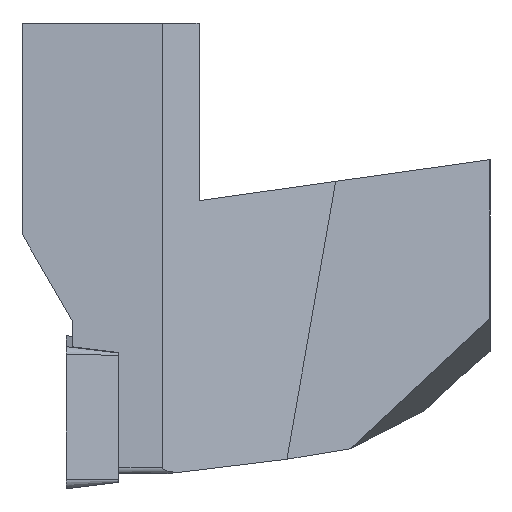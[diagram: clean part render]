
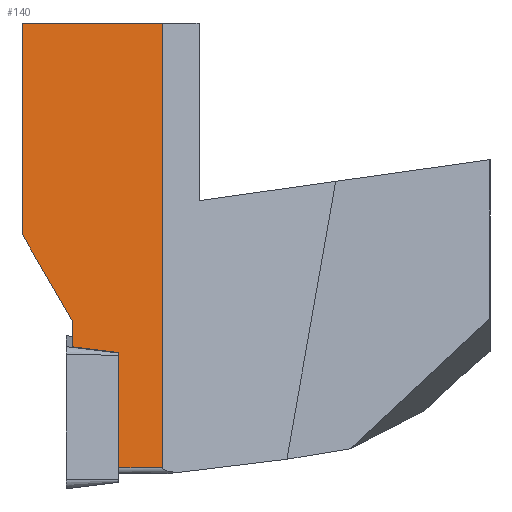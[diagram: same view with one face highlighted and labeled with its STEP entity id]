
A CAD part, left-side view. The second image highlights one B-rep face of the part: STEP entity #140.
In plain terms, the highlighted planar face has unit normal (-0.996, 0, 0.087).
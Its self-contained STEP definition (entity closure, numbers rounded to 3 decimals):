
#140=ADVANCED_FACE('',(#208),#181,.F.);
#181=PLANE('',#863);
#208=FACE_OUTER_BOUND('',#238,.T.);
#238=EDGE_LOOP('',(#319,#320,#321,#322,#323,#324,#325,#326));
#319=ORIENTED_EDGE('',*,*,#573,.F.);
#320=ORIENTED_EDGE('',*,*,#574,.F.);
#321=ORIENTED_EDGE('',*,*,#575,.T.);
#322=ORIENTED_EDGE('',*,*,#576,.T.);
#323=ORIENTED_EDGE('',*,*,#577,.F.);
#324=ORIENTED_EDGE('',*,*,#578,.F.);
#325=ORIENTED_EDGE('',*,*,#566,.F.);
#326=ORIENTED_EDGE('',*,*,#579,.F.);
#500=VERTEX_POINT('',#1164);
#501=VERTEX_POINT('',#1166);
#507=VERTEX_POINT('',#1180);
#508=VERTEX_POINT('',#1181);
#509=VERTEX_POINT('',#1183);
#510=VERTEX_POINT('',#1185);
#511=VERTEX_POINT('',#1187);
#512=VERTEX_POINT('',#1189);
#566=EDGE_CURVE('',#500,#501,#660,.T.);
#573=EDGE_CURVE('',#507,#508,#666,.T.);
#574=EDGE_CURVE('',#509,#507,#667,.T.);
#575=EDGE_CURVE('',#509,#510,#668,.T.);
#576=EDGE_CURVE('',#510,#511,#669,.T.);
#577=EDGE_CURVE('',#512,#511,#670,.T.);
#578=EDGE_CURVE('',#501,#512,#671,.T.);
#579=EDGE_CURVE('',#508,#500,#672,.T.);
#660=LINE('',#1165,#729);
#666=LINE('',#1179,#735);
#667=LINE('',#1182,#736);
#668=LINE('',#1184,#737);
#669=LINE('',#1186,#738);
#670=LINE('',#1188,#739);
#671=LINE('',#1190,#740);
#672=LINE('',#1191,#741);
#729=VECTOR('',#942,1.);
#735=VECTOR('',#952,1.);
#736=VECTOR('',#953,1.);
#737=VECTOR('',#954,1.);
#738=VECTOR('',#955,1.);
#739=VECTOR('',#956,1.);
#740=VECTOR('',#957,1.);
#741=VECTOR('',#958,1.);
#863=AXIS2_PLACEMENT_3D('',#1192,#959,#960);
#942=DIRECTION('',(0.087,0.,0.996));
#952=DIRECTION('',(0.087,0.,0.996));
#953=DIRECTION('',(0.,1.,0.));
#954=DIRECTION('',(0.087,0.,0.996));
#955=DIRECTION('',(0.,1.,0.));
#956=DIRECTION('',(0.087,0.,0.996));
#957=DIRECTION('',(0.076,0.499,0.864));
#958=DIRECTION('',(0.011,0.992,0.123));
#959=DIRECTION('',(0.996,0.,-0.087));
#960=DIRECTION('',(-0.087,0.,-0.996));
#1164=CARTESIAN_POINT('',(-114.372,1.845,-13.191));
#1165=CARTESIAN_POINT('',(-114.192,1.845,-11.128));
#1166=CARTESIAN_POINT('',(-114.167,1.845,-10.838));
#1179=CARTESIAN_POINT('',(-114.413,-2.363,-13.651));
#1180=CARTESIAN_POINT('',(-115.328,-2.363,-24.111));
#1181=CARTESIAN_POINT('',(-114.418,-2.363,-13.714));
#1182=CARTESIAN_POINT('',(-115.328,-14.465,-24.111));
#1183=CARTESIAN_POINT('',(-115.328,-6.31,-24.111));
#1184=CARTESIAN_POINT('',(-114.286,-6.31,-12.207));
#1185=CARTESIAN_POINT('',(-111.819,-6.31,16.));
#1186=CARTESIAN_POINT('',(-111.819,0.,16.));
#1187=CARTESIAN_POINT('',(-111.819,6.371,16.));
#1188=CARTESIAN_POINT('',(-111.862,6.371,15.507));
#1189=CARTESIAN_POINT('',(-113.481,6.371,-3.));
#1190=CARTESIAN_POINT('',(-113.504,6.219,-3.262));
#1191=CARTESIAN_POINT('',(-114.46,-6.242,-14.195));
#1192=CARTESIAN_POINT('',(-114.413,-6.31,-13.651));
